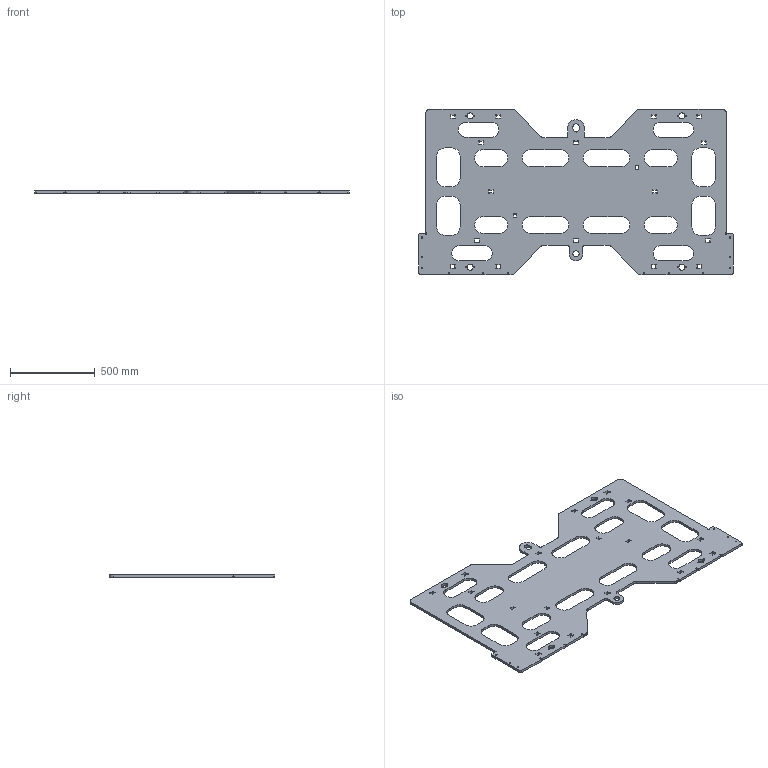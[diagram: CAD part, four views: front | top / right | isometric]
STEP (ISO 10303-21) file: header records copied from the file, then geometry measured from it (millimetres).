
FILE_DESCRIPTION(('Open CASCADE Model'),'2;1');
FILE_NAME('Open CASCADE Shape Model','2022-09-14T09:38:16',( 'Analysis Situs'),('Analysis Situs'), 'Open CASCADE STEP processor 7.4','Analysis Situs 1.2.0dev','Unknown' );
FILE_SCHEMA(('AUTOMOTIVE_DESIGN { 1 0 10303 214 1 1 1 1 }'));
Length unit declared in the file: millimetre
Products named in the file (1): Open CASCADE STEP translator 7.4 1
Bounding box: 1855 x 979 x 15 mm (x, y, z)
Volume: 17862023.5 mm3; surface area: 2666104 mm2
Topology: 1 solids, 1 shells, 356 faces, 1076 edges, 722 vertices
Faces by surface type: cylinder 183, plane 172, extrusion 1
Entity records: 27436 total; most frequent: CARTESIAN_POINT 6344, DIRECTION 3985, VECTOR 2465, LINE 2464, ORIENTED_EDGE 2152, PCURVE 2152, DEFINITIONAL_REPRESENTATION 2152, EDGE_CURVE 1076
